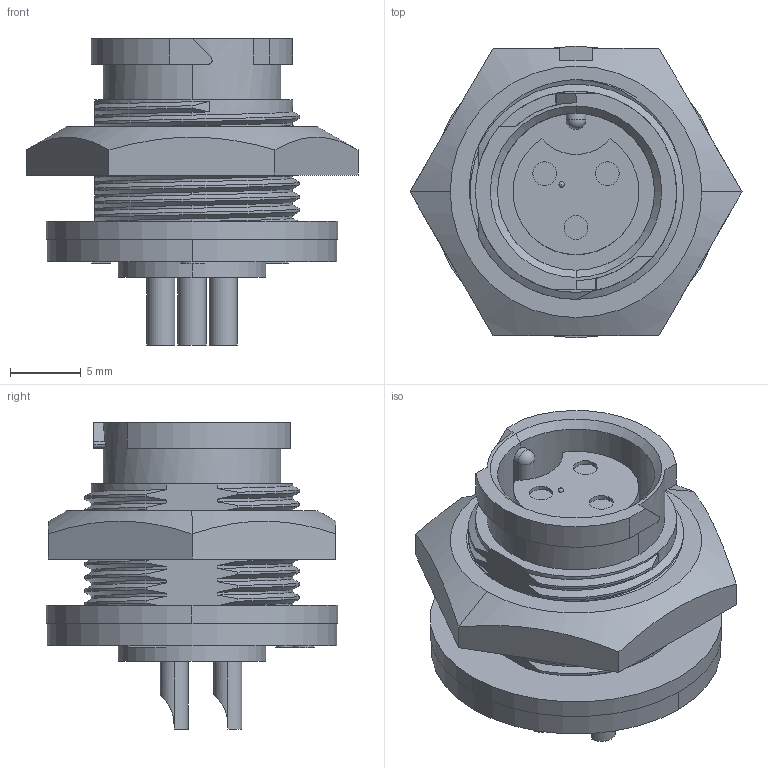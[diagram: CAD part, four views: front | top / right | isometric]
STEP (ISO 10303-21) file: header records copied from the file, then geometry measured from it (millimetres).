
FILE_DESCRIPTION (( 'STEP AP203' ), '1' );
FILE_NAME ('W7282-3SG-P-3ES.STEP', '2021-10-29T16:08:55', ( '' ), ( '' ), 'SwSTEP 2.0', 'SolidWorks 2020', '' );
FILE_SCHEMA (( 'CONFIG_CONTROL_DESIGN' ));
Length unit declared in the file: millimetre
Products named in the file (1): W7282-3SG-P-3ES
Bounding box: 23.46 x 20.62 x 21.64 mm (x, y, z)
Volume: 3191.9 mm3; surface area: 3071.6 mm2
Topology: 2 solids, 2 shells, 210 faces, 561 edges, 370 vertices
Faces by surface type: cylinder 84, plane 69, bspline 51, cone 4, sphere 2
Entity records: 13918 total; most frequent: CARTESIAN_POINT 9233, ORIENTED_EDGE 1114, DIRECTION 742, EDGE_CURVE 557, VERTEX_POINT 368, LINE 262, VECTOR 262, AXIS2_PLACEMENT_3D 240
